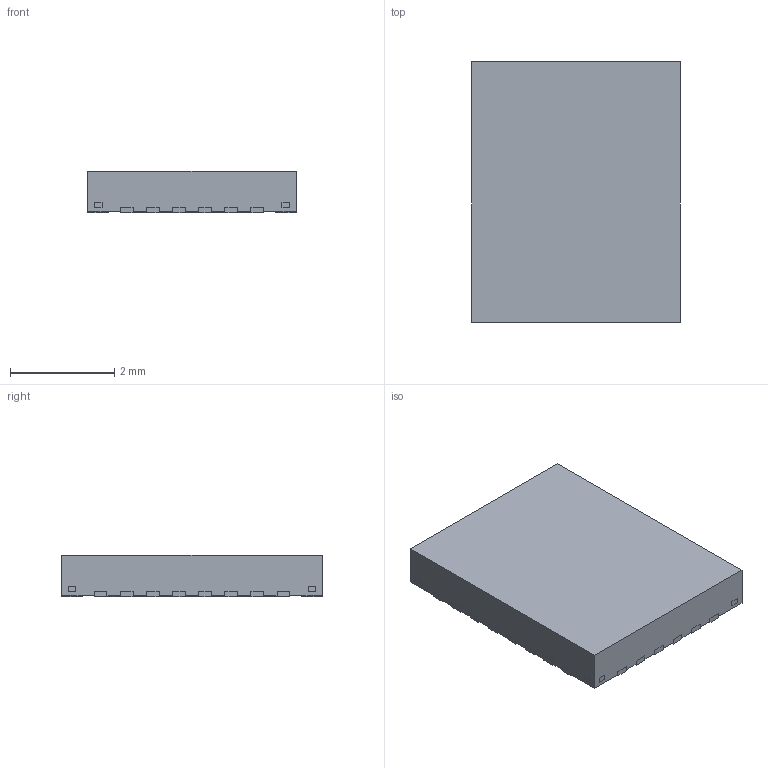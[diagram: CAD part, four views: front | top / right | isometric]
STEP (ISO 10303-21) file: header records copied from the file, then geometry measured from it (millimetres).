
FILE_DESCRIPTION((''),'2;1');
FILE_NAME('RLH0028A_ASM','2018-12-26T09:02:23',('a0412086'),(''),'CREO PARAMETRIC BY PTC INC, 2018020','CREO PARAMETRIC BY PTC INC, 2018020','');
FILE_SCHEMA(('AUTOMOTIVE_DESIGN { 1 0 10303 214 1 1 1 1 }'));
Length unit declared in the file: millimetre
Products named in the file (3): FRAME; BODY; RLH0028A_ASM
Assembly tree (2 placements, depth 2):
  RLH0028A_ASM
    FRAME
    BODY
Bounding box: 4 x 5 x 0.8 mm (x, y, z)
Volume: 15.8 mm3; surface area: 85.4 mm2
Topology: 34 solids, 34 shells, 499 faces, 1290 edges, 860 vertices
Faces by surface type: plane 371, cylinder 128
Entity records: 19785 total; most frequent: CARTESIAN_POINT 2688, DIRECTION 2593, ORIENTED_EDGE 2580, PRESENTATION_STYLE_ASSIGNMENT 1361, STYLED_ITEM 1325, CURVE_STYLE 1290, EDGE_CURVE 1290, VECTOR 1034
